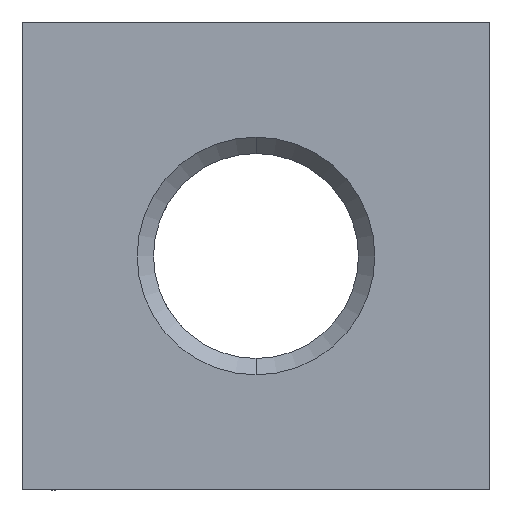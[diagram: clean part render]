
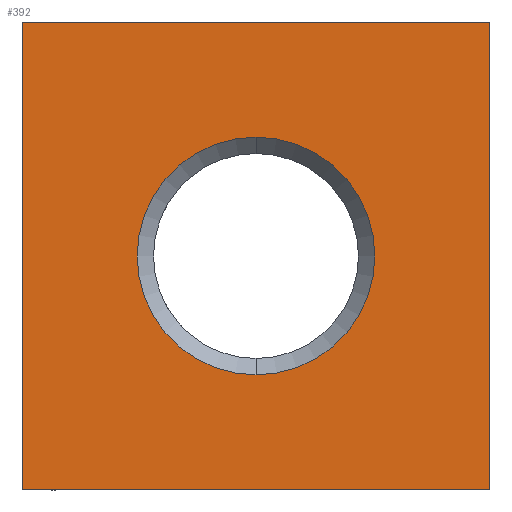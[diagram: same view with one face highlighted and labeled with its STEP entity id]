
A CAD part, left-side view. The second image highlights one B-rep face of the part: STEP entity #392.
In plain terms, the highlighted planar face has unit normal (-1, 0, 0).
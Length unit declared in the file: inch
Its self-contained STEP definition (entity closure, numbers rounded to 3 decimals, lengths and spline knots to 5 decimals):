
#91 = EDGE_CURVE ( 'NONE', #2177, #159, #1495, .T. ) ;
#138 = CARTESIAN_POINT ( 'NONE',  ( -5.5, 0.5, -0.5 ) ) ;
#159 = VERTEX_POINT ( 'NONE', #962 ) ;
#203 = PLANE ( 'NONE',  #1237 ) ;
#210 = CARTESIAN_POINT ( 'NONE',  ( -5.5, 0.5, -0.5 ) ) ;
#212 = VERTEX_POINT ( 'NONE', #705 ) ;
#392 = ADVANCED_FACE ( 'NONE', ( #740, #1743 ), #203, .T. ) ;
#504 = CARTESIAN_POINT ( 'NONE',  ( -5.5, 0., 0.254 ) ) ;
#522 = EDGE_CURVE ( 'NONE', #1786, #2109, #1772, .T. ) ;
#542 = ORIENTED_EDGE ( 'NONE', *, *, #522, .F. ) ;
#563 = VECTOR ( 'NONE', #1850, 39.37008 ) ;
#570 = DIRECTION ( 'NONE',  ( 0., 0., 1. ) ) ;
#705 = CARTESIAN_POINT ( 'NONE',  ( -5.5, -0.5, -0.5 ) ) ;
#740 = FACE_BOUND ( 'NONE', #1986, .T. ) ;
#742 = CARTESIAN_POINT ( 'NONE',  ( -5.5, -0.5, 0.5 ) ) ;
#793 = ORIENTED_EDGE ( 'NONE', *, *, #1360, .F. ) ;
#962 = CARTESIAN_POINT ( 'NONE',  ( -5.5, 0., -0.254 ) ) ;
#1035 = AXIS2_PLACEMENT_3D ( 'NONE', #1081, #1791, #570 ) ;
#1058 = DIRECTION ( 'NONE',  ( 0., 0., 1. ) ) ;
#1081 = CARTESIAN_POINT ( 'NONE',  ( -5.5, 0., 0. ) ) ;
#1158 = CARTESIAN_POINT ( 'NONE',  ( -5.5, 0.5, 0.5 ) ) ;
#1169 = DIRECTION ( 'NONE',  ( -1., 0., 0. ) ) ;
#1180 = DIRECTION ( 'NONE',  ( 0., 0., 1. ) ) ;
#1237 = AXIS2_PLACEMENT_3D ( 'NONE', #1342, #1169, #2013 ) ;
#1243 = VERTEX_POINT ( 'NONE', #742 ) ;
#1249 = ORIENTED_EDGE ( 'NONE', *, *, #1438, .F. ) ;
#1286 = ORIENTED_EDGE ( 'NONE', *, *, #91, .T. ) ;
#1299 = LINE ( 'NONE', #1784, #1634 ) ;
#1342 = CARTESIAN_POINT ( 'NONE',  ( -5.5, -0.5, 0.5 ) ) ;
#1360 = EDGE_CURVE ( 'NONE', #212, #1786, #1756, .T. ) ;
#1385 = VECTOR ( 'NONE', #1058, 39.37008 ) ;
#1409 = DIRECTION ( 'NONE',  ( 0., 0., -1. ) ) ;
#1438 = EDGE_CURVE ( 'NONE', #2109, #1243, #1867, .T. ) ;
#1495 = CIRCLE ( 'NONE', #1035, 0.254 ) ;
#1634 = VECTOR ( 'NONE', #1409, 39.37008 ) ;
#1729 = CIRCLE ( 'NONE', #1821, 0.254 ) ;
#1732 = ORIENTED_EDGE ( 'NONE', *, *, #2274, .F. ) ;
#1743 = FACE_OUTER_BOUND ( 'NONE', #2037, .T. ) ;
#1756 = LINE ( 'NONE', #2180, #563 ) ;
#1772 = LINE ( 'NONE', #138, #1385 ) ;
#1784 = CARTESIAN_POINT ( 'NONE',  ( -5.5, -0.5, 0.5 ) ) ;
#1786 = VERTEX_POINT ( 'NONE', #210 ) ;
#1791 = DIRECTION ( 'NONE',  ( 1., 0., 0. ) ) ;
#1821 = AXIS2_PLACEMENT_3D ( 'NONE', #1906, #2077, #1180 ) ;
#1850 = DIRECTION ( 'NONE',  ( 0., 1., 0. ) ) ;
#1854 = CARTESIAN_POINT ( 'NONE',  ( -5.5, 0.5, 0.5 ) ) ;
#1867 = LINE ( 'NONE', #1158, #2223 ) ;
#1876 = ORIENTED_EDGE ( 'NONE', *, *, #1903, .T. ) ;
#1898 = DIRECTION ( 'NONE',  ( 0., -1., 0. ) ) ;
#1903 = EDGE_CURVE ( 'NONE', #159, #2177, #1729, .T. ) ;
#1906 = CARTESIAN_POINT ( 'NONE',  ( -5.5, 0., 0. ) ) ;
#1986 = EDGE_LOOP ( 'NONE', ( #1286, #1876 ) ) ;
#2013 = DIRECTION ( 'NONE',  ( 0., 0., 1. ) ) ;
#2037 = EDGE_LOOP ( 'NONE', ( #1732, #1249, #542, #793 ) ) ;
#2077 = DIRECTION ( 'NONE',  ( 1., 0., 0. ) ) ;
#2109 = VERTEX_POINT ( 'NONE', #1854 ) ;
#2177 = VERTEX_POINT ( 'NONE', #504 ) ;
#2180 = CARTESIAN_POINT ( 'NONE',  ( -5.5, -0.5, -0.5 ) ) ;
#2223 = VECTOR ( 'NONE', #1898, 39.37008 ) ;
#2274 = EDGE_CURVE ( 'NONE', #1243, #212, #1299, .T. ) ;
